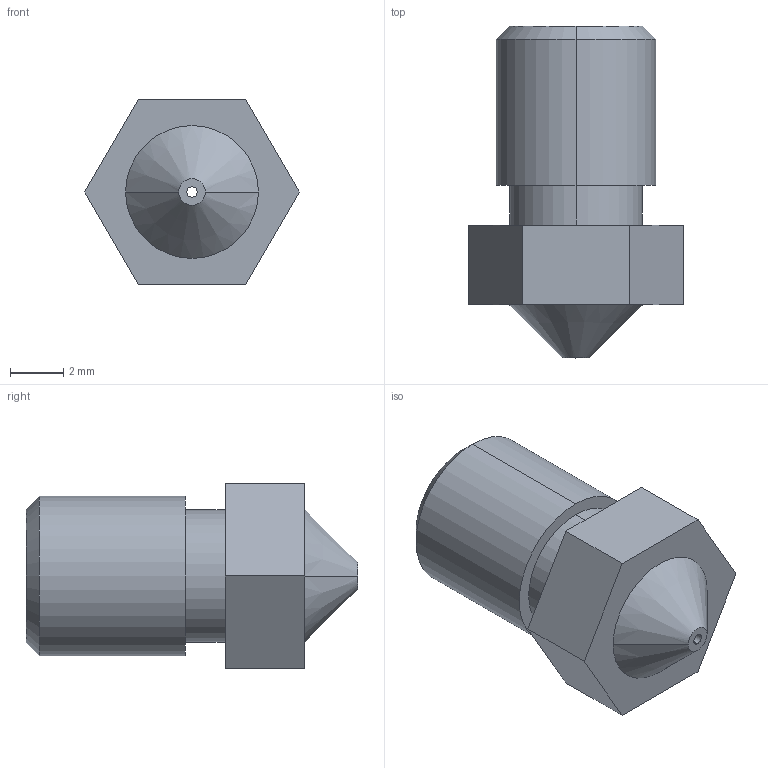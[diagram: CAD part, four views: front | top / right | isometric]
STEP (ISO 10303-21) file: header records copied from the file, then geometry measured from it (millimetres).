
FILE_DESCRIPTION (( 'STEP AP214' ), '1' );
FILE_NAME ('e3d nozzle (0.4).step', '2019-11-11T12:25:56', ( '' ), ( '' ), 'SwSTEP 2.0', 'SolidWorks 2019', '' );
FILE_SCHEMA (( 'AUTOMOTIVE_DESIGN' ));
Length unit declared in the file: millimetre
Products named in the file (1): e3d nozzle (0.4)
Bounding box: 8.08 x 12.5 x 7 mm (x, y, z)
Volume: 304.6 mm3; surface area: 382 mm2
Topology: 1 solids, 1 shells, 31 faces, 66 edges, 40 vertices
Faces by surface type: plane 11, cone 10, cylinder 10
Entity records: 870 total; most frequent: DIRECTION 158, CARTESIAN_POINT 138, ORIENTED_EDGE 132, EDGE_CURVE 66, AXIS2_PLACEMENT_3D 60, VERTEX_POINT 40, VECTOR 38, LINE 38
